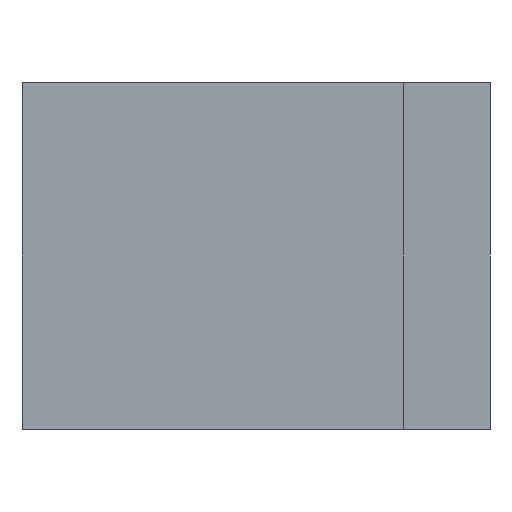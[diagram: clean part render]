
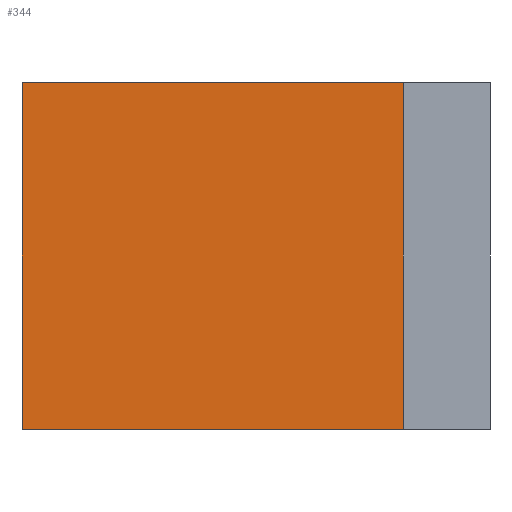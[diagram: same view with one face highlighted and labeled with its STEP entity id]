
A CAD part, left-side view. The second image highlights one B-rep face of the part: STEP entity #344.
In plain terms, the highlighted planar face has unit normal (-1, 0, 0).
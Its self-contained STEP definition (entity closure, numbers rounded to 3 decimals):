
#18=FACE_OUTER_BOUND('',#36,.T.);
#36=EDGE_LOOP('',(#239,#240,#241,#242));
#53=LINE('',#473,#101);
#63=LINE('',#495,#111);
#64=LINE('',#497,#112);
#65=LINE('',#498,#113);
#101=VECTOR('',#385,20.);
#111=VECTOR('',#401,22.);
#112=VECTOR('',#402,22.);
#113=VECTOR('',#403,20.);
#149=VERTEX_POINT('',#470);
#150=VERTEX_POINT('',#472);
#159=VERTEX_POINT('',#494);
#160=VERTEX_POINT('',#496);
#181=EDGE_CURVE('',#150,#149,#53,.T.);
#191=EDGE_CURVE('',#159,#150,#63,.T.);
#192=EDGE_CURVE('',#160,#149,#64,.T.);
#193=EDGE_CURVE('',#159,#160,#65,.T.);
#239=ORIENTED_EDGE('',*,*,#191,.T.);
#240=ORIENTED_EDGE('',*,*,#181,.T.);
#241=ORIENTED_EDGE('',*,*,#192,.F.);
#242=ORIENTED_EDGE('',*,*,#193,.F.);
#326=PLANE('',#364);
#344=ADVANCED_FACE('',(#18),#326,.T.);
#364=AXIS2_PLACEMENT_3D('',#493,#399,#400);
#385=DIRECTION('',(0.,0.,1.));
#399=DIRECTION('center_axis',(-1.,0.,0.));
#400=DIRECTION('ref_axis',(0.,-1.,0.));
#401=DIRECTION('',(0.,-1.,0.));
#402=DIRECTION('',(0.,-1.,0.));
#403=DIRECTION('',(0.,0.,1.));
#470=CARTESIAN_POINT('',(0.,0.,20.));
#472=CARTESIAN_POINT('',(0.,0.,0.));
#473=CARTESIAN_POINT('',(0.,0.,0.));
#493=CARTESIAN_POINT('Origin',(0.,22.,0.));
#494=CARTESIAN_POINT('',(0.,22.,0.));
#495=CARTESIAN_POINT('',(0.,22.,0.));
#496=CARTESIAN_POINT('',(0.,22.,20.));
#497=CARTESIAN_POINT('',(0.,22.,20.));
#498=CARTESIAN_POINT('',(0.,22.,0.));
